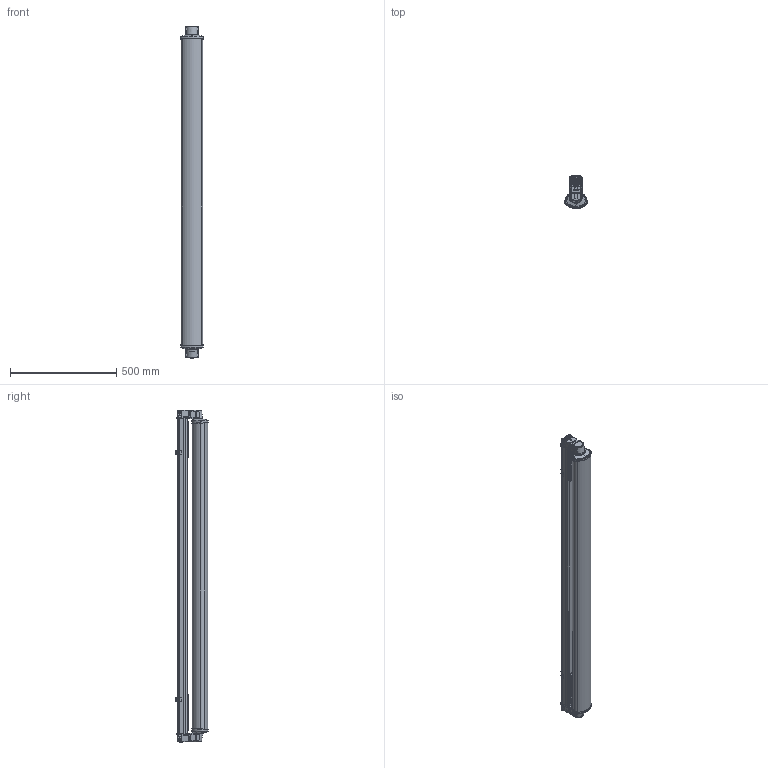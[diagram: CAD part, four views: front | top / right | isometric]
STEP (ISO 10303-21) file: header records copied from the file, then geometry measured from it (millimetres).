
FILE_DESCRIPTION (( 'STEP AP214' ), '1' );
FILE_NAME ('PRACHT_APOLLO_G2_1560mm_1-lampig_3D.STEP', '2024-12-12T07:09:12', ( '' ), ( '' ), 'SwSTEP 2.0', 'SolidWorks 2023', '' );
FILE_SCHEMA (( 'AUTOMOTIVE_DESIGN' ));
Length unit declared in the file: millimetre
Products named in the file (22): PP0105_003002_Kniehebelklammer; PRACHT_APOLLO_G2_1560mm_1-lampig_3D; PP0000_000010_Trapezdichtung-PPR200_0700587_Trapezdichtung_PPR200_LSR2050; PP0000_000005_PPR200 Profil zweifach XL-Auschnitt_1484mm_2xXL; PP0000_000007_Befestigungsklammer Nirosta_aufgebogen; PP0000_000009_PSR_Rohr variabel_0703376_1459mm_PO_Rohr; 0693011_EJOT_DELTA PT-WN 5412-Z-40x12_0693011; PP0105_003001_Kniehebel Achse; PP0000_003000_XL-Deckel komplett; PP0105_002000_Druckdeckelgehäuse komplett_0692602_Druckdeckelgehäuse 1-lampig geschlossen; PP0105_002001_Druckdeckelgehäuse 1-lampig PPR200; PP0105_004001_Endkappe PSR-NGA_0850216_Endkappe_PSR-Abdeckung_offen_mit_Rastnut; PP0105_003000_Druckdeckel-Clip; PP0000_003001_XL-Deckel_Änderung 2020.03; PP0105_004000_Abdeckung vormontiert_X_5ft 1560mm; 0693001_EJOT_PT Schraube-KA-40x20-10-A2_0693001; X_Wuergenippel_0690004_weiß_EPDM_3fach_dichtend; PP0105_002004_DD-NGA_ohne Änderung; PP0105_002000_Druckdeckelgehäuse komplett_0692601_Druckdeckelgehäuse 1-lampig offen; PP0105_004001_Endkappe PSR-NGA_0850212_Endkappe_PSR-Abdeckung_geschlossen; PP0105_002004_DD-NGA_02_0850056_Druckdeckel_geschlossen; PP0100_001000_Einschubteile Apollo mit XL
Assembly tree (32 placements, depth 4):
  PRACHT_APOLLO_G2_1560mm_1-lampig_3D
    PP0000_000005_PPR200 Profil zweifach XL-Auschnitt_1484mm_2xXL
    PP0000_000007_Befestigungsklammer Nirosta_aufgebogen  x2
    PP0100_001000_Einschubteile Apollo mit XL  x2
      PP0000_003000_XL-Deckel komplett
        PP0000_003001_XL-Deckel_Änderung 2020.03
        0693011_EJOT_DELTA PT-WN 5412-Z-40x12_0693011  x2
    PP0105_002000_Druckdeckelgehäuse komplett_0692602_Druckdeckelgehäuse 1-lampig geschlossen
      PP0105_002001_Druckdeckelgehäuse 1-lampig PPR200
      X_Wuergenippel_0690004_weiß_EPDM_3fach_dichtend
      0693001_EJOT_PT Schraube-KA-40x20-10-A2_0693001  x2
      PP0105_003000_Druckdeckel-Clip  x2
        PP0105_003001_Kniehebel Achse
        PP0105_003002_Kniehebelklammer
      PP0105_002004_DD-NGA_02_0850056_Druckdeckel_geschlossen
      PP0000_000010_Trapezdichtung-PPR200_0700587_Trapezdichtung_PPR200_LSR2050
    PP0105_002000_Druckdeckelgehäuse komplett_0692601_Druckdeckelgehäuse 1-lampig offen
      PP0105_002001_Druckdeckelgehäuse 1-lampig PPR200
      X_Wuergenippel_0690004_weiß_EPDM_3fach_dichtend
      0693001_EJOT_PT Schraube-KA-40x20-10-A2_0693001  x2
      PP0105_003000_Druckdeckel-Clip  x2
        PP0105_003001_Kniehebel Achse
        PP0105_003002_Kniehebelklammer
    PP0105_004000_Abdeckung vormontiert_X_5ft 1560mm
      PP0000_000009_PSR_Rohr variabel_0703376_1459mm_PO_Rohr
      PP0105_004001_Endkappe PSR-NGA_0850216_Endkappe_PSR-Abdeckung_offen_mit_Rastnut
      PP0105_004001_Endkappe PSR-NGA_0850212_Endkappe_PSR-Abdeckung_geschlossen
      PP0105_002004_DD-NGA_ohne Änderung
Bounding box: 105.7 x 154.29 x 1560.09 mm (x, y, z)
Volume: 1292562.6 mm3; surface area: 1565560.1 mm2
Topology: 31 solids, 31 shells, 5001 faces, 13151 edges, 8419 vertices
Faces by surface type: plane 1932, bspline 1436, cylinder 1016, cone 413, torus 144, sphere 60
Entity records: 193220 total; most frequent: CARTESIAN_POINT 125571, ORIENTED_EDGE 15760, DIRECTION 11200, EDGE_CURVE 7880, VERTEX_POINT 5070, LINE 3758, VECTOR 3758, AXIS2_PLACEMENT_3D 3721
